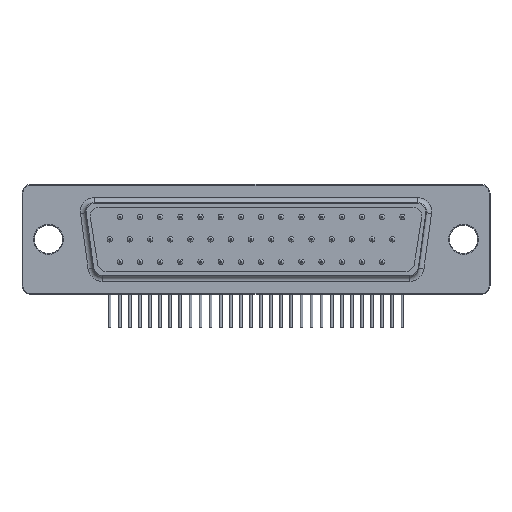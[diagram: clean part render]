
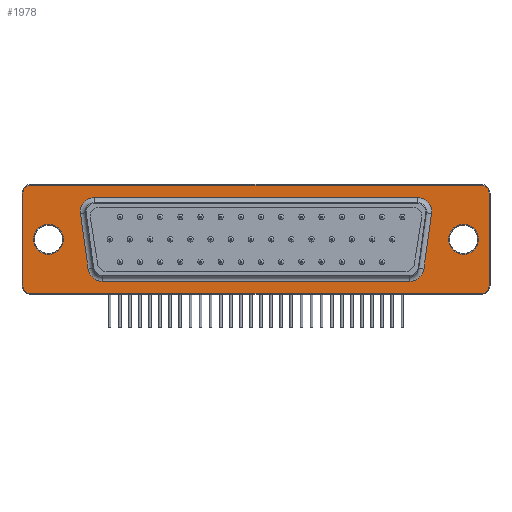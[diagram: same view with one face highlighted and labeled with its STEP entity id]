
A CAD part, front view. The second image highlights one B-rep face of the part: STEP entity #1978.
In plain terms, the highlighted planar face has unit normal (0, -1, 0).
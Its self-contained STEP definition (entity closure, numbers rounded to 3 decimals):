
#29=DIRECTION('',(0.,-1.,0.));
#30=DIRECTION('',(0.,0.,1.));
#45=DIRECTION('',(0.991,0.,-0.137));
#60=DIRECTION('',(0.,0.,-1.));
#66=VECTOR('',#67,1.);
#67=DIRECTION('',(1.,0.,0.));
#75=DIRECTION('',(-0.991,0.,-0.137));
#119=VECTOR('',#120,1.);
#120=DIRECTION('',(-1.,0.,0.));
#171=DIRECTION('',(0.,1.,0.));
#462=CARTESIAN_POINT('',(-2.875,-14.78,9.4));
#492=VECTOR('',#493,1.);
#493=DIRECTION('',(-0.137,0.,0.991));
#514=CARTESIAN_POINT('',(33.79,-14.78,9.4));
#529=DIRECTION('',(0.,0.,-1.));
#533=CARTESIAN_POINT('',(-2.006,-14.78,3.1));
#546=VECTOR('',#547,1.);
#547=DIRECTION('',(-0.137,0.,-0.991));
#577=CARTESIAN_POINT('',(32.921,-14.78,3.1));
#991=VERTEX_POINT('',#992);
#992=CARTESIAN_POINT('',(-4.46,-14.78,9.181));
#1000=VERTEX_POINT('',#1001);
#1001=CARTESIAN_POINT('',(-2.875,-14.78,11.));
#1008=EDGE_CURVE('',#991,#1000,#1009,.T.);
#1009=CIRCLE('',#1010,1.6);
#1010=AXIS2_PLACEMENT_3D('',#462,#171,#75);
#1016=ORIENTED_EDGE('',*,*,#1017,.T.);
#1017=EDGE_CURVE('',#1000,#1018,#1020,.T.);
#1018=VERTEX_POINT('',#1019);
#1019=CARTESIAN_POINT('',(33.79,-14.78,11.));
#1020=LINE('',#1001,#66);
#1033=VERTEX_POINT('',#1034);
#1034=CARTESIAN_POINT('',(-3.591,-14.78,2.881));
#1038=ORIENTED_EDGE('',*,*,#1039,.T.);
#1039=EDGE_CURVE('',#1033,#991,#1040,.T.);
#1040=LINE('',#1034,#492);
#1048=VERTEX_POINT('',#1049);
#1049=CARTESIAN_POINT('',(35.375,-14.78,9.181));
#1054=EDGE_CURVE('',#1018,#1048,#1055,.T.);
#1055=CIRCLE('',#1056,1.6);
#1056=AXIS2_PLACEMENT_3D('',#514,#171,#30);
#1064=VERTEX_POINT('',#1065);
#1065=CARTESIAN_POINT('',(-2.006,-14.78,1.5));
#1070=EDGE_CURVE('',#1064,#1033,#1071,.T.);
#1071=CIRCLE('',#1072,1.6);
#1072=AXIS2_PLACEMENT_3D('',#533,#171,#529);
#1078=ORIENTED_EDGE('',*,*,#1079,.T.);
#1079=EDGE_CURVE('',#1048,#1080,#1082,.T.);
#1080=VERTEX_POINT('',#1081);
#1081=CARTESIAN_POINT('',(34.506,-14.78,2.881));
#1082=LINE('',#1049,#546);
#1096=VERTEX_POINT('',#1097);
#1097=CARTESIAN_POINT('',(32.921,-14.78,1.5));
#1101=ORIENTED_EDGE('',*,*,#1102,.T.);
#1102=EDGE_CURVE('',#1096,#1064,#1103,.T.);
#1103=LINE('',#1097,#119);
#1110=EDGE_CURVE('',#1080,#1096,#1111,.T.);
#1111=CIRCLE('',#1112,1.6);
#1112=AXIS2_PLACEMENT_3D('',#577,#171,#45);
#1978=ADVANCED_FACE('',(#1979,#1985,#2037,#2046),#2055,.T.);
#1979=FACE_BOUND('',#1980,.T.);
#1980=EDGE_LOOP('',(#1981,#1078,#1982,#1101,#1983,#1038,#1984,#1016));
#1981=ORIENTED_EDGE('',*,*,#1054,.T.);
#1982=ORIENTED_EDGE('',*,*,#1110,.T.);
#1983=ORIENTED_EDGE('',*,*,#1070,.T.);
#1984=ORIENTED_EDGE('',*,*,#1008,.T.);
#1985=FACE_BOUND('',#1986,.T.);
#1986=EDGE_LOOP('',(#1987,#1996,#2002,#2009,#2014,#2021,#2027,#2034));
#1987=ORIENTED_EDGE('',*,*,#1988,.T.);
#1988=EDGE_CURVE('',#1989,#1991,#1993,.T.);
#1989=VERTEX_POINT('',#1990);
#1990=CARTESIAN_POINT('',(-10.093,-14.78,12.4));
#1991=VERTEX_POINT('',#1992);
#1992=CARTESIAN_POINT('',(-10.993,-14.78,11.5));
#1993=CIRCLE('',#1994,0.9);
#1994=AXIS2_PLACEMENT_3D('',#1995,#29,#30);
#1995=CARTESIAN_POINT('',(-10.093,-14.78,11.5));
#1996=ORIENTED_EDGE('',*,*,#1997,.T.);
#1997=EDGE_CURVE('',#1991,#1998,#2000,.T.);
#1998=VERTEX_POINT('',#1999);
#1999=CARTESIAN_POINT('',(-10.993,-14.78,1.));
#2000=LINE('',#1992,#2001);
#2001=VECTOR('',#60,1.);
#2002=ORIENTED_EDGE('',*,*,#2003,.T.);
#2003=EDGE_CURVE('',#1998,#2004,#2006,.T.);
#2004=VERTEX_POINT('',#2005);
#2005=CARTESIAN_POINT('',(-10.093,-14.78,0.1));
#2006=CIRCLE('',#2007,0.9);
#2007=AXIS2_PLACEMENT_3D('',#2008,#29,#120);
#2008=CARTESIAN_POINT('',(-10.093,-14.78,1.));
#2009=ORIENTED_EDGE('',*,*,#2010,.T.);
#2010=EDGE_CURVE('',#2004,#2011,#2013,.T.);
#2011=VERTEX_POINT('',#2012);
#2012=CARTESIAN_POINT('',(41.008,-14.78,0.1));
#2013=LINE('',#2005,#66);
#2014=ORIENTED_EDGE('',*,*,#2015,.T.);
#2015=EDGE_CURVE('',#2011,#2016,#2018,.T.);
#2016=VERTEX_POINT('',#2017);
#2017=CARTESIAN_POINT('',(41.908,-14.78,1.));
#2018=CIRCLE('',#2019,0.9);
#2019=AXIS2_PLACEMENT_3D('',#2020,#29,#60);
#2020=CARTESIAN_POINT('',(41.008,-14.78,1.));
#2021=ORIENTED_EDGE('',*,*,#2022,.T.);
#2022=EDGE_CURVE('',#2016,#2023,#2025,.T.);
#2023=VERTEX_POINT('',#2024);
#2024=CARTESIAN_POINT('',(41.908,-14.78,11.5));
#2025=LINE('',#2017,#2026);
#2026=VECTOR('',#30,1.);
#2027=ORIENTED_EDGE('',*,*,#2028,.T.);
#2028=EDGE_CURVE('',#2023,#2029,#2031,.T.);
#2029=VERTEX_POINT('',#2030);
#2030=CARTESIAN_POINT('',(41.008,-14.78,12.4));
#2031=CIRCLE('',#2032,0.9);
#2032=AXIS2_PLACEMENT_3D('',#2033,#29,#67);
#2033=CARTESIAN_POINT('',(41.008,-14.78,11.5));
#2034=ORIENTED_EDGE('',*,*,#2035,.T.);
#2035=EDGE_CURVE('',#2029,#1989,#2036,.T.);
#2036=LINE('',#2030,#119);
#2037=FACE_BOUND('',#2038,.T.);
#2038=EDGE_LOOP('',(#2039));
#2039=ORIENTED_EDGE('',*,*,#2040,.F.);
#2040=EDGE_CURVE('',#2041,#2041,#2043,.T.);
#2041=VERTEX_POINT('',#2042);
#2042=CARTESIAN_POINT('',(40.708,-14.78,6.25));
#2043=CIRCLE('',#2044,1.7);
#2044=AXIS2_PLACEMENT_3D('',#2045,#29,#67);
#2045=CARTESIAN_POINT('',(39.008,-14.78,6.25));
#2046=FACE_BOUND('',#2047,.T.);
#2047=EDGE_LOOP('',(#2048));
#2048=ORIENTED_EDGE('',*,*,#2049,.F.);
#2049=EDGE_CURVE('',#2050,#2050,#2052,.T.);
#2050=VERTEX_POINT('',#2051);
#2051=CARTESIAN_POINT('',(-6.393,-14.78,6.25));
#2052=CIRCLE('',#2053,1.7);
#2053=AXIS2_PLACEMENT_3D('',#2054,#29,#67);
#2054=CARTESIAN_POINT('',(-8.093,-14.78,6.25));
#2055=PLANE('',#2056);
#2056=AXIS2_PLACEMENT_3D('',#2057,#29,#67);
#2057=CARTESIAN_POINT('',(15.458,-14.78,6.25));
